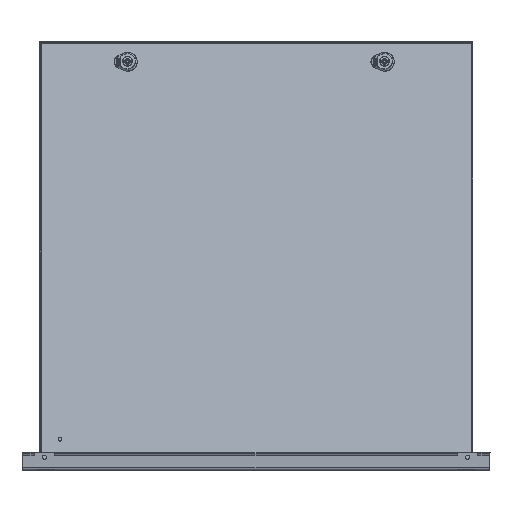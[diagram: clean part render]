
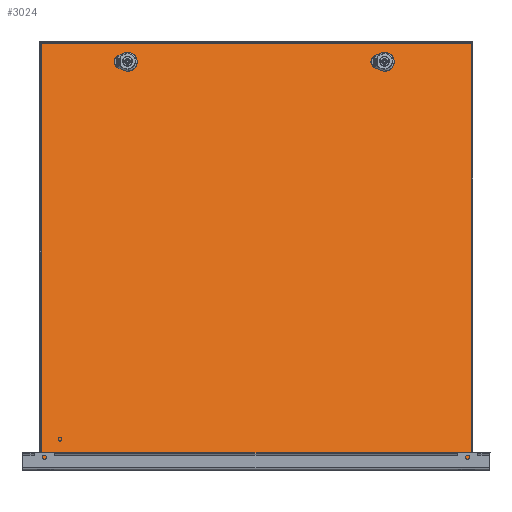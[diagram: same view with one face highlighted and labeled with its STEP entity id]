
A CAD part, left-side view. The second image highlights one B-rep face of the part: STEP entity #3024.
In plain terms, the highlighted face is planar.
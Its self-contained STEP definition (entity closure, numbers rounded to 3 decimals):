
#1880=B_SPLINE_CURVE_WITH_KNOTS('',1,(#21508,#21509),.UNSPECIFIED.,.F.,
 .F.,(2,2),(0.,1.),.UNSPECIFIED.);
#2072=FACE_BOUND('',#4154,.T.);
#2073=FACE_BOUND('',#4155,.T.);
#2074=FACE_BOUND('',#4156,.T.);
#2517=PLANE('',#11720);
#3024=ADVANCED_FACE('F36',(#2072,#2073,#2074),#2517,.T.);
#4154=EDGE_LOOP('',(#6809,#6810,#6811,#6812,#6813,#6814,#6815,#6816));
#4155=EDGE_LOOP('',(#6817,#6818,#6819,#6820,#6821,#6822,#6823,#6824));
#4156=EDGE_LOOP('',(#6825,#6826,#6827,#6828,#6829,#6830,#6831,#6832));
#4523=CIRCLE('',#11613,11.25);
#4525=CIRCLE('',#11617,11.25);
#4527=CIRCLE('',#11621,11.25);
#4529=CIRCLE('',#11625,11.25);
#4531=CIRCLE('',#11629,11.25);
#4533=CIRCLE('',#11633,11.25);
#4535=CIRCLE('',#11637,11.25);
#4537=CIRCLE('',#11641,11.25);
#6809=ORIENTED_EDGE('',*,*,#9338,.T.);
#6810=ORIENTED_EDGE('',*,*,#9335,.F.);
#6811=ORIENTED_EDGE('',*,*,#9332,.F.);
#6812=ORIENTED_EDGE('',*,*,#9269,.F.);
#6813=ORIENTED_EDGE('',*,*,#9218,.T.);
#6814=ORIENTED_EDGE('',*,*,#9339,.T.);
#6815=ORIENTED_EDGE('',*,*,#9340,.F.);
#6816=ORIENTED_EDGE('',*,*,#9341,.T.);
#6817=ORIENTED_EDGE('',*,*,#9216,.T.);
#6818=ORIENTED_EDGE('',*,*,#9213,.T.);
#6819=ORIENTED_EDGE('',*,*,#9210,.T.);
#6820=ORIENTED_EDGE('',*,*,#9207,.T.);
#6821=ORIENTED_EDGE('',*,*,#9204,.T.);
#6822=ORIENTED_EDGE('',*,*,#9201,.T.);
#6823=ORIENTED_EDGE('',*,*,#9198,.T.);
#6824=ORIENTED_EDGE('',*,*,#9195,.T.);
#6825=ORIENTED_EDGE('',*,*,#9192,.T.);
#6826=ORIENTED_EDGE('',*,*,#9189,.T.);
#6827=ORIENTED_EDGE('',*,*,#9186,.T.);
#6828=ORIENTED_EDGE('',*,*,#9183,.T.);
#6829=ORIENTED_EDGE('',*,*,#9180,.T.);
#6830=ORIENTED_EDGE('',*,*,#9177,.T.);
#6831=ORIENTED_EDGE('',*,*,#9174,.T.);
#6832=ORIENTED_EDGE('',*,*,#9171,.T.);
#7969=VERTEX_POINT('',#21412);
#7971=VERTEX_POINT('',#21415);
#7973=VERTEX_POINT('',#21421);
#7975=VERTEX_POINT('',#21427);
#7977=VERTEX_POINT('',#21433);
#7979=VERTEX_POINT('',#21439);
#7981=VERTEX_POINT('',#21445);
#7983=VERTEX_POINT('',#21451);
#7985=VERTEX_POINT('',#21460);
#7987=VERTEX_POINT('',#21463);
#7989=VERTEX_POINT('',#21469);
#7991=VERTEX_POINT('',#21475);
#7993=VERTEX_POINT('',#21481);
#7995=VERTEX_POINT('',#21487);
#7997=VERTEX_POINT('',#21493);
#7999=VERTEX_POINT('',#21499);
#8001=VERTEX_POINT('',#21510);
#8002=VERTEX_POINT('',#21511);
#8032=VERTEX_POINT('',#21655);
#8068=VERTEX_POINT('',#21785);
#8069=VERTEX_POINT('',#21791);
#8070=VERTEX_POINT('',#21795);
#8071=VERTEX_POINT('',#21799);
#8072=VERTEX_POINT('',#21801);
#9171=EDGE_CURVE('E180',#7971,#7969,#10053,.T.);
#9174=EDGE_CURVE('E179',#7973,#7971,#4523,.T.);
#9177=EDGE_CURVE('E178',#7975,#7973,#10057,.T.);
#9180=EDGE_CURVE('E177',#7977,#7975,#4525,.T.);
#9183=EDGE_CURVE('E176',#7979,#7977,#10061,.T.);
#9186=EDGE_CURVE('E175',#7981,#7979,#4527,.T.);
#9189=EDGE_CURVE('E174',#7983,#7981,#10065,.T.);
#9192=EDGE_CURVE('E173',#7969,#7983,#4529,.T.);
#9195=EDGE_CURVE('E172',#7987,#7985,#10069,.T.);
#9198=EDGE_CURVE('E171',#7989,#7987,#4531,.T.);
#9201=EDGE_CURVE('E170',#7991,#7989,#10073,.T.);
#9204=EDGE_CURVE('E169',#7993,#7991,#4533,.T.);
#9207=EDGE_CURVE('E168',#7995,#7993,#10077,.T.);
#9210=EDGE_CURVE('E167',#7997,#7995,#4535,.T.);
#9213=EDGE_CURVE('E166',#7999,#7997,#10081,.T.);
#9216=EDGE_CURVE('E165',#7985,#7999,#4537,.T.);
#9218=EDGE_CURVE('E162',#8001,#8002,#1880,.T.);
#9269=EDGE_CURVE('E106',#8001,#8032,#10112,.T.);
#9332=EDGE_CURVE('E116',#8032,#8068,#10160,.T.);
#9335=EDGE_CURVE('E102',#8068,#8069,#10162,.T.);
#9338=EDGE_CURVE('E161',#8070,#8069,#10164,.T.);
#9339=EDGE_CURVE('E163',#8002,#8071,#10165,.T.);
#9340=EDGE_CURVE('E124',#8072,#8071,#10166,.T.);
#9341=EDGE_CURVE('E164',#8072,#8070,#10167,.T.);
#10053=LINE('',#21414,#10755);
#10057=LINE('',#21426,#10759);
#10061=LINE('',#21438,#10763);
#10065=LINE('',#21450,#10767);
#10069=LINE('',#21462,#10771);
#10073=LINE('',#21474,#10775);
#10077=LINE('',#21486,#10779);
#10081=LINE('',#21498,#10783);
#10112=LINE('',#21658,#10814);
#10160=LINE('',#21784,#10862);
#10162=LINE('',#21790,#10864);
#10164=LINE('',#21796,#10866);
#10165=LINE('',#21798,#10867);
#10166=LINE('',#21800,#10868);
#10167=LINE('',#21802,#10869);
#10755=VECTOR('',#13574,1.);
#10759=VECTOR('',#13586,1.);
#10763=VECTOR('',#13598,1.);
#10767=VECTOR('',#13610,1.);
#10771=VECTOR('',#13622,1.);
#10775=VECTOR('',#13634,1.);
#10779=VECTOR('',#13646,1.);
#10783=VECTOR('',#13658,1.);
#10814=VECTOR('',#13759,1.);
#10862=VECTOR('',#13885,1.);
#10864=VECTOR('',#13893,1.);
#10866=VECTOR('',#13899,1.);
#10867=VECTOR('',#13902,1.);
#10868=VECTOR('',#13903,1.);
#10869=VECTOR('',#13904,1.);
#11613=AXIS2_PLACEMENT_3D('',#21420,#13579,#13580);
#11617=AXIS2_PLACEMENT_3D('',#21432,#13591,#13592);
#11621=AXIS2_PLACEMENT_3D('',#21444,#13603,#13604);
#11625=AXIS2_PLACEMENT_3D('',#21456,#13615,#13616);
#11629=AXIS2_PLACEMENT_3D('',#21468,#13627,#13628);
#11633=AXIS2_PLACEMENT_3D('',#21480,#13639,#13640);
#11637=AXIS2_PLACEMENT_3D('',#21492,#13651,#13652);
#11641=AXIS2_PLACEMENT_3D('',#21504,#13663,#13664);
#11720=AXIS2_PLACEMENT_3D('',#21803,#13905,#13906);
#13574=DIRECTION('',(-1.,0.,0.));
#13579=DIRECTION('',(0.,0.,-1.));
#13580=DIRECTION('',(-1.,0.,0.));
#13586=DIRECTION('',(0.,-1.,0.));
#13591=DIRECTION('',(0.,0.,-1.));
#13592=DIRECTION('',(-1.,0.,0.));
#13598=DIRECTION('',(1.,0.,0.));
#13603=DIRECTION('',(0.,0.,-1.));
#13604=DIRECTION('',(-1.,0.,0.));
#13610=DIRECTION('',(0.,1.,0.));
#13615=DIRECTION('',(0.,0.,-1.));
#13616=DIRECTION('',(-1.,0.,0.));
#13622=DIRECTION('',(0.,1.,0.));
#13627=DIRECTION('',(0.,0.,-1.));
#13628=DIRECTION('',(-1.,0.,0.));
#13634=DIRECTION('',(-1.,0.,0.));
#13639=DIRECTION('',(0.,0.,-1.));
#13640=DIRECTION('',(-1.,0.,0.));
#13646=DIRECTION('',(0.,-1.,0.));
#13651=DIRECTION('',(0.,0.,-1.));
#13652=DIRECTION('',(-1.,0.,0.));
#13658=DIRECTION('',(1.,0.,0.));
#13663=DIRECTION('',(0.,0.,-1.));
#13664=DIRECTION('',(-1.,0.,0.));
#13759=DIRECTION('',(0.,-1.,0.));
#13885=DIRECTION('',(-1.,0.,0.));
#13893=DIRECTION('',(0.,1.,0.));
#13899=DIRECTION('',(1.,0.,0.));
#13902=DIRECTION('',(0.,1.,0.));
#13903=DIRECTION('',(1.,0.,0.));
#13904=DIRECTION('',(0.,-1.,0.));
#13905=DIRECTION('',(0.,0.,1.));
#13906=DIRECTION('',(-1.,0.,0.));
#21412=CARTESIAN_POINT('',(676.22,-729.528,-23.749));
#21414=CARTESIAN_POINT('',(681.225,-729.528,-23.749));
#21415=CARTESIAN_POINT('',(686.231,-729.528,-23.749));
#21420=CARTESIAN_POINT('',(681.225,-719.453,-23.749));
#21421=CARTESIAN_POINT('',(691.375,-724.305,-23.749));
#21426=CARTESIAN_POINT('',(691.375,-719.453,-23.749));
#21427=CARTESIAN_POINT('',(691.375,-714.601,-23.749));
#21432=CARTESIAN_POINT('',(681.225,-719.453,-23.749));
#21433=CARTESIAN_POINT('',(686.231,-709.378,-23.749));
#21438=CARTESIAN_POINT('',(681.225,-709.378,-23.749));
#21439=CARTESIAN_POINT('',(676.22,-709.378,-23.749));
#21444=CARTESIAN_POINT('',(681.225,-719.453,-23.749));
#21445=CARTESIAN_POINT('',(671.025,-714.707,-23.749));
#21450=CARTESIAN_POINT('',(671.025,-719.453,-23.749));
#21451=CARTESIAN_POINT('',(671.025,-724.199,-23.749));
#21456=CARTESIAN_POINT('',(681.225,-719.453,-23.749));
#21460=CARTESIAN_POINT('',(234.025,-714.707,-23.749));
#21462=CARTESIAN_POINT('',(234.025,-719.453,-23.749));
#21463=CARTESIAN_POINT('',(234.025,-724.199,-23.749));
#21468=CARTESIAN_POINT('',(244.225,-719.453,-23.749));
#21469=CARTESIAN_POINT('',(239.22,-729.528,-23.749));
#21474=CARTESIAN_POINT('',(244.225,-729.528,-23.749));
#21475=CARTESIAN_POINT('',(249.231,-729.528,-23.749));
#21480=CARTESIAN_POINT('',(244.225,-719.453,-23.749));
#21481=CARTESIAN_POINT('',(254.375,-724.305,-23.749));
#21486=CARTESIAN_POINT('',(254.375,-719.453,-23.749));
#21487=CARTESIAN_POINT('',(254.375,-714.601,-23.749));
#21492=CARTESIAN_POINT('',(244.225,-719.453,-23.749));
#21493=CARTESIAN_POINT('',(249.231,-709.378,-23.749));
#21498=CARTESIAN_POINT('',(244.225,-709.378,-23.749));
#21499=CARTESIAN_POINT('',(239.22,-709.378,-23.749));
#21504=CARTESIAN_POINT('',(244.225,-719.453,-23.749));
#21508=CARTESIAN_POINT('',(828.425,-688.456,-23.749));
#21509=CARTESIAN_POINT('',(830.025,-688.456,-23.749));
#21510=CARTESIAN_POINT('',(828.425,-688.456,-23.749));
#21511=CARTESIAN_POINT('',(830.025,-688.456,-23.749));
#21655=CARTESIAN_POINT('',(828.425,-1425.653,-23.749));
#21658=CARTESIAN_POINT('',(828.425,-1086.253,-23.749));
#21784=CARTESIAN_POINT('',(830.025,-1425.653,-23.749));
#21785=CARTESIAN_POINT('',(97.025,-1425.653,-23.749));
#21790=CARTESIAN_POINT('',(97.025,-1257.053,-23.749));
#21791=CARTESIAN_POINT('',(97.025,-688.453,-23.749));
#21795=CARTESIAN_POINT('',(95.425,-688.453,-23.749));
#21796=CARTESIAN_POINT('',(96.225,-688.453,-23.749));
#21798=CARTESIAN_POINT('',(830.026,-886.253,-23.749));
#21799=CARTESIAN_POINT('',(830.026,-686.253,-23.749));
#21800=CARTESIAN_POINT('',(831.226,-686.253,-23.749));
#21801=CARTESIAN_POINT('',(95.425,-686.253,-23.749));
#21802=CARTESIAN_POINT('',(95.425,-687.353,-23.749));
#21803=CARTESIAN_POINT('',(830.025,-1086.253,-23.749));
